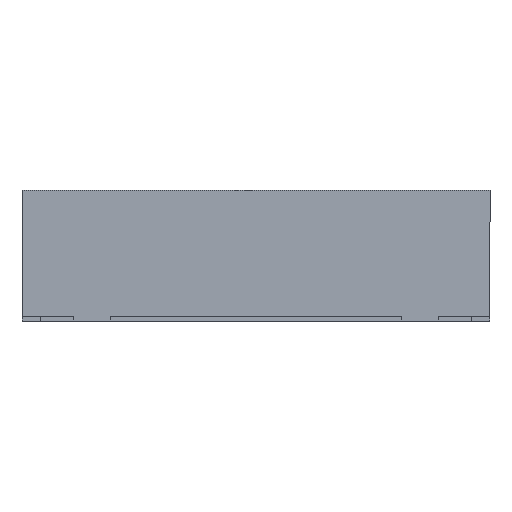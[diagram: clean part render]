
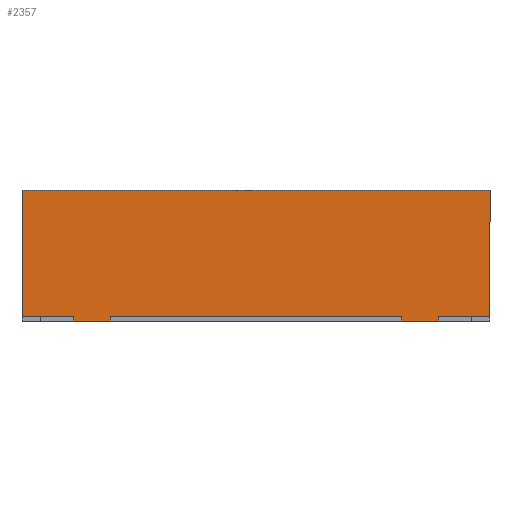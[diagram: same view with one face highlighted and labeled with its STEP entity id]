
A CAD part, top view. The second image highlights one B-rep face of the part: STEP entity #2357.
In plain terms, the highlighted planar face has unit normal (0, 0, 1).
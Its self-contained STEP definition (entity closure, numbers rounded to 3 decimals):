
#19 = VECTOR ( 'NONE', #1598, 1000. ) ;
#30 = EDGE_CURVE ( 'NONE', #1608, #3860, #2968, .T. ) ;
#46 = DIRECTION ( 'NONE',  ( 0., 0., -1. ) ) ;
#91 = CARTESIAN_POINT ( 'NONE',  ( -1.25, 0.7, 1.25 ) ) ;
#125 = LINE ( 'NONE', #4486, #814 ) ;
#170 = EDGE_CURVE ( 'NONE', #3413, #1608, #4010, .T. ) ;
#397 = EDGE_CURVE ( 'NONE', #2020, #977, #1210, .T. ) ;
#407 = VERTEX_POINT ( 'NONE', #4797 ) ;
#501 = CARTESIAN_POINT ( 'NONE',  ( 0.775, 0.025, 1.25 ) ) ;
#508 = ORIENTED_EDGE ( 'NONE', *, *, #397, .F. ) ;
#603 = LINE ( 'NONE', #1878, #3352 ) ;
#622 = CARTESIAN_POINT ( 'NONE',  ( 0.975, 0., 1.25 ) ) ;
#629 = DIRECTION ( 'NONE',  ( 0., -1., 0. ) ) ;
#692 = DIRECTION ( 'NONE',  ( 0., -1., 0. ) ) ;
#792 = CARTESIAN_POINT ( 'NONE',  ( -1.25, 0.7, 1.25 ) ) ;
#814 = VECTOR ( 'NONE', #4480, 1000. ) ;
#835 = LINE ( 'NONE', #2131, #2207 ) ;
#858 = CARTESIAN_POINT ( 'NONE',  ( -1.25, 0.025, 1.25 ) ) ;
#961 = VERTEX_POINT ( 'NONE', #1837 ) ;
#977 = VERTEX_POINT ( 'NONE', #3869 ) ;
#1030 = CARTESIAN_POINT ( 'NONE',  ( 0.775, 0.025, 1.25 ) ) ;
#1043 = CARTESIAN_POINT ( 'NONE',  ( -0.975, 0.025, 1.25 ) ) ;
#1050 = LINE ( 'NONE', #2564, #3662 ) ;
#1080 = VECTOR ( 'NONE', #4436, 1000. ) ;
#1210 = LINE ( 'NONE', #5133, #1080 ) ;
#1237 = EDGE_CURVE ( 'NONE', #961, #3099, #2735, .T. ) ;
#1248 = LINE ( 'NONE', #4256, #4280 ) ;
#1271 = VECTOR ( 'NONE', #692, 1000. ) ;
#1345 = DIRECTION ( 'NONE',  ( 0., -1., 0. ) ) ;
#1457 = VECTOR ( 'NONE', #1833, 1000. ) ;
#1523 = EDGE_LOOP ( 'NONE', ( #2997, #1682, #508, #3030, #4834, #3855, #2867, #3764, #3337, #2948, #4547, #2988 ) ) ;
#1525 = CARTESIAN_POINT ( 'NONE',  ( -0.975, 0.025, 1.25 ) ) ;
#1582 = PLANE ( 'NONE',  #4350 ) ;
#1598 = DIRECTION ( 'NONE',  ( 0., -1., 0. ) ) ;
#1608 = VERTEX_POINT ( 'NONE', #3444 ) ;
#1682 = ORIENTED_EDGE ( 'NONE', *, *, #3305, .F. ) ;
#1787 = CARTESIAN_POINT ( 'NONE',  ( 1.25, 0.025, 1.25 ) ) ;
#1802 = VERTEX_POINT ( 'NONE', #5102 ) ;
#1828 = EDGE_CURVE ( 'NONE', #1875, #1986, #4670, .T. ) ;
#1833 = DIRECTION ( 'NONE',  ( 0., -1., 0. ) ) ;
#1837 = CARTESIAN_POINT ( 'NONE',  ( 0.775, 0., 1.25 ) ) ;
#1875 = VERTEX_POINT ( 'NONE', #91 ) ;
#1878 = CARTESIAN_POINT ( 'NONE',  ( 1.25, 0.7, 1.25 ) ) ;
#1986 = VERTEX_POINT ( 'NONE', #858 ) ;
#2010 = DIRECTION ( 'NONE',  ( 1., 0., 0. ) ) ;
#2020 = VERTEX_POINT ( 'NONE', #501 ) ;
#2076 = EDGE_CURVE ( 'NONE', #4083, #407, #125, .T. ) ;
#2131 = CARTESIAN_POINT ( 'NONE',  ( 0.975, 0.025, 1.25 ) ) ;
#2207 = VECTOR ( 'NONE', #1345, 1000. ) ;
#2340 = VECTOR ( 'NONE', #3990, 1000. ) ;
#2345 = DIRECTION ( 'NONE',  ( 0., -1., 0. ) ) ;
#2357 = ADVANCED_FACE ( 'NONE', ( #3615 ), #1582, .F. ) ;
#2564 = CARTESIAN_POINT ( 'NONE',  ( -1.25, 0.025, 1.25 ) ) ;
#2735 = LINE ( 'NONE', #2848, #2340 ) ;
#2820 = EDGE_CURVE ( 'NONE', #1875, #1802, #4045, .T. ) ;
#2848 = CARTESIAN_POINT ( 'NONE',  ( -1.25, 0., 1.25 ) ) ;
#2867 = ORIENTED_EDGE ( 'NONE', *, *, #2076, .F. ) ;
#2937 = CARTESIAN_POINT ( 'NONE',  ( -1.25, 0., 1.25 ) ) ;
#2946 = DIRECTION ( 'NONE',  ( -1., 0., 0. ) ) ;
#2948 = ORIENTED_EDGE ( 'NONE', *, *, #1828, .T. ) ;
#2968 = LINE ( 'NONE', #2937, #4432 ) ;
#2988 = ORIENTED_EDGE ( 'NONE', *, *, #170, .T. ) ;
#2997 = ORIENTED_EDGE ( 'NONE', *, *, #30, .T. ) ;
#3030 = ORIENTED_EDGE ( 'NONE', *, *, #4518, .T. ) ;
#3036 = LINE ( 'NONE', #1030, #1457 ) ;
#3065 = CARTESIAN_POINT ( 'NONE',  ( -0.775, 0., 1.25 ) ) ;
#3099 = VERTEX_POINT ( 'NONE', #622 ) ;
#3305 = EDGE_CURVE ( 'NONE', #977, #3860, #1248, .T. ) ;
#3337 = ORIENTED_EDGE ( 'NONE', *, *, #2820, .F. ) ;
#3352 = VECTOR ( 'NONE', #629, 1000. ) ;
#3361 = VECTOR ( 'NONE', #2010, 1000. ) ;
#3413 = VERTEX_POINT ( 'NONE', #1525 ) ;
#3444 = CARTESIAN_POINT ( 'NONE',  ( -0.975, 0., 1.25 ) ) ;
#3501 = EDGE_CURVE ( 'NONE', #1802, #4083, #603, .T. ) ;
#3550 = CARTESIAN_POINT ( 'NONE',  ( -1.25, 0.7, 1.25 ) ) ;
#3589 = DIRECTION ( 'NONE',  ( -1., 0., 0. ) ) ;
#3615 = FACE_OUTER_BOUND ( 'NONE', #1523, .T. ) ;
#3662 = VECTOR ( 'NONE', #2946, 1000. ) ;
#3734 = EDGE_CURVE ( 'NONE', #3413, #1986, #1050, .T. ) ;
#3764 = ORIENTED_EDGE ( 'NONE', *, *, #3501, .F. ) ;
#3776 = DIRECTION ( 'NONE',  ( 1., 0., 0. ) ) ;
#3855 = ORIENTED_EDGE ( 'NONE', *, *, #4101, .F. ) ;
#3860 = VERTEX_POINT ( 'NONE', #3065 ) ;
#3869 = CARTESIAN_POINT ( 'NONE',  ( -0.775, 0.025, 1.25 ) ) ;
#3990 = DIRECTION ( 'NONE',  ( 1., 0., 0. ) ) ;
#4010 = LINE ( 'NONE', #1043, #1271 ) ;
#4045 = LINE ( 'NONE', #4899, #3361 ) ;
#4083 = VERTEX_POINT ( 'NONE', #1787 ) ;
#4101 = EDGE_CURVE ( 'NONE', #407, #3099, #835, .T. ) ;
#4256 = CARTESIAN_POINT ( 'NONE',  ( -0.775, 0.025, 1.25 ) ) ;
#4280 = VECTOR ( 'NONE', #2345, 1000. ) ;
#4350 = AXIS2_PLACEMENT_3D ( 'NONE', #792, #46, #3589 ) ;
#4432 = VECTOR ( 'NONE', #3776, 1000. ) ;
#4436 = DIRECTION ( 'NONE',  ( -1., 0., 0. ) ) ;
#4480 = DIRECTION ( 'NONE',  ( -1., 0., 0. ) ) ;
#4486 = CARTESIAN_POINT ( 'NONE',  ( 1.25, 0.025, 1.25 ) ) ;
#4518 = EDGE_CURVE ( 'NONE', #2020, #961, #3036, .T. ) ;
#4547 = ORIENTED_EDGE ( 'NONE', *, *, #3734, .F. ) ;
#4670 = LINE ( 'NONE', #3550, #19 ) ;
#4797 = CARTESIAN_POINT ( 'NONE',  ( 0.975, 0.025, 1.25 ) ) ;
#4834 = ORIENTED_EDGE ( 'NONE', *, *, #1237, .T. ) ;
#4899 = CARTESIAN_POINT ( 'NONE',  ( -1.25, 0.7, 1.25 ) ) ;
#5102 = CARTESIAN_POINT ( 'NONE',  ( 1.25, 0.7, 1.25 ) ) ;
#5133 = CARTESIAN_POINT ( 'NONE',  ( -0.775, 0.025, 1.25 ) ) ;
